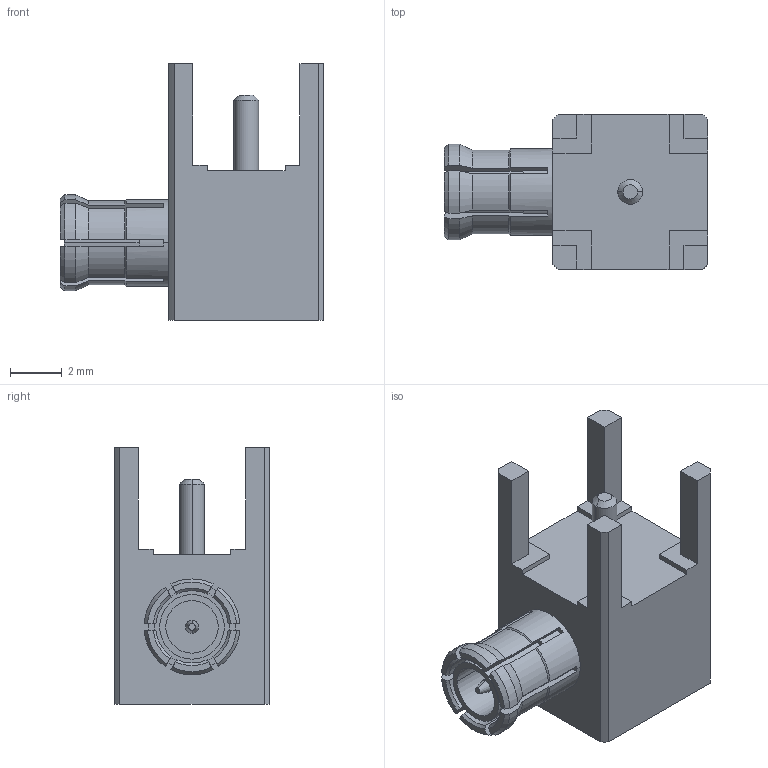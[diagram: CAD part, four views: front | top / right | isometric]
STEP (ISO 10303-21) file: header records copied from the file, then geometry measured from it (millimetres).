
FILE_DESCRIPTION((''),'2;1');
FILE_NAME('252155_SW0001','2020-05-12T14:21:13',('Clement'),(''),'CREO PARAMETRIC BY PTC INC, 2019444','CREO PARAMETRIC BY PTC INC, 2019444','');
FILE_SCHEMA(('CONFIG_CONTROL_DESIGN'));
Length unit declared in the file: millimetre
Products named in the file (1): 252155_SW0001
Bounding box: 10.2 x 6 x 9.94 mm (x, y, z)
Volume: 247.8 mm3; surface area: 399.5 mm2
Topology: 1 solids, 1 shells, 125 faces, 350 edges, 232 vertices
Faces by surface type: plane 59, cylinder 38, cone 28
Entity records: 4148 total; most frequent: CARTESIAN_POINT 877, ORIENTED_EDGE 700, DIRECTION 656, EDGE_CURVE 350, VERTEX_POINT 232, AXIS2_PLACEMENT_3D 229, VECTOR 198, LINE 198
